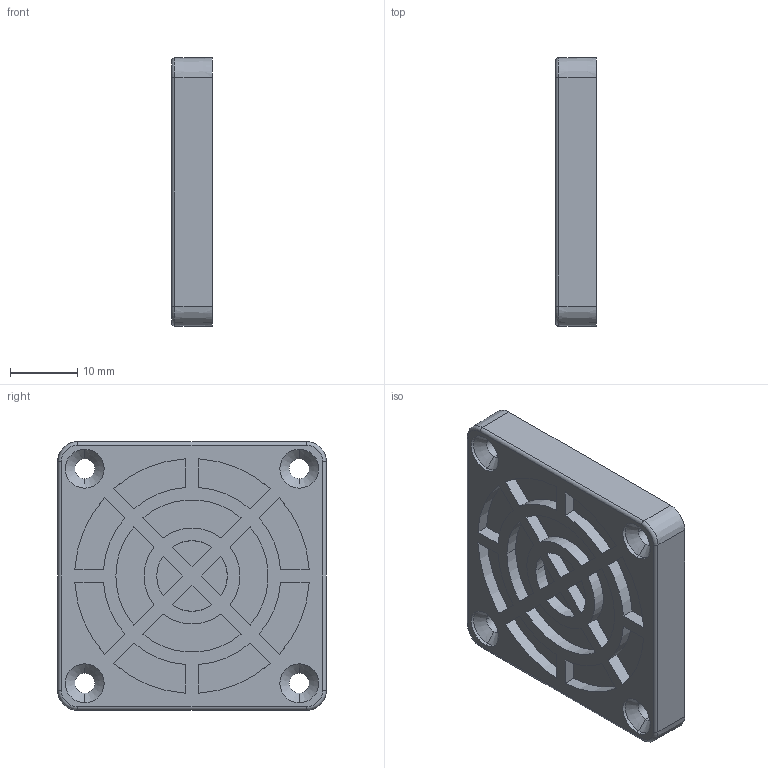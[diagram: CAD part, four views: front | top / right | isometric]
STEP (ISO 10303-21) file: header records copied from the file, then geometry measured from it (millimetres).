
FILE_DESCRIPTION (( 'STEP AP203' ), '1' );
FILE_NAME ('GRM40.stp', '2022-06-27T13:30:49', ( '' ), ( '' ), 'SwSTEP 2.0', 'SolidWorks 2018', '' );
FILE_SCHEMA (( 'CONFIG_CONTROL_DESIGN' ));
Length unit declared in the file: millimetre
Products named in the file (1): GRM40
Bounding box: 6.1 x 40.1 x 40.1 mm (x, y, z)
Volume: 7219.9 mm3; surface area: 9826.4 mm2
Topology: 3 solids, 3 shells, 235 faces, 672 edges, 440 vertices
Faces by surface type: plane 95, cone 88, cylinder 32, bspline 16, torus 4
Entity records: 8803 total; most frequent: CARTESIAN_POINT 2647, ORIENTED_EDGE 1344, DIRECTION 1180, EDGE_CURVE 672, AXIS2_PLACEMENT_3D 456, VERTEX_POINT 440, EDGE_LOOP 296, LINE 268
